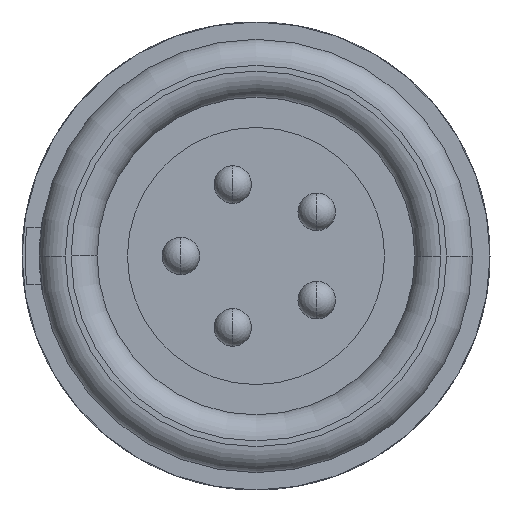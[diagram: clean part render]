
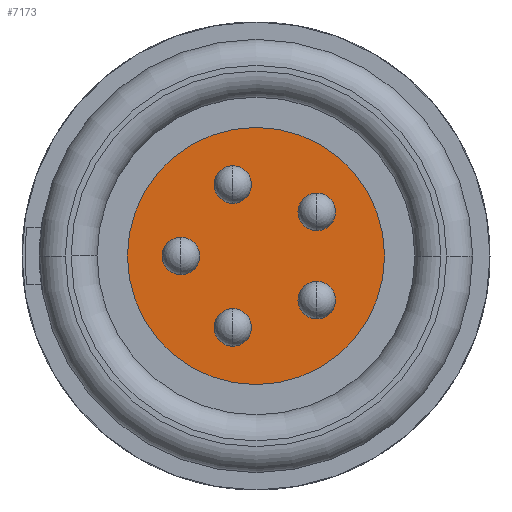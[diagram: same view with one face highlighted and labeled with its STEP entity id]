
A CAD part, left-side view. The second image highlights one B-rep face of the part: STEP entity #7173.
In plain terms, the highlighted planar face has unit normal (-1, 0, 0).
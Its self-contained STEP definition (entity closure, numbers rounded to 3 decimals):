
#2327=CARTESIAN_POINT('',(-2.5,0.,0.));
#2328=DIRECTION('',(-1.,0.,0.));
#2329=DIRECTION('',(0.,1.,0.));
#2330=AXIS2_PLACEMENT_3D('',#2327,#2328,#2329);
#2345=CARTESIAN_POINT('',(-2.5,0.,0.));
#2346=DIRECTION('',(-1.,0.,0.));
#2347=DIRECTION('',(0.,-1.,0.));
#2348=AXIS2_PLACEMENT_3D('',#2345,#2346,#2347);
#3409=CARTESIAN_POINT('',(-2.5,2.6,0.));
#3410=DIRECTION('',(-1.,0.,0.));
#3411=DIRECTION('',(0.,0.,1.));
#3412=AXIS2_PLACEMENT_3D('',#3409,#3410,#3411);
#3414=CARTESIAN_POINT('',(-2.5,2.6,0.));
#3415=DIRECTION('',(-1.,0.,0.));
#3416=DIRECTION('',(0.,0.,-1.));
#3417=AXIS2_PLACEMENT_3D('',#3414,#3415,#3416);
#3419=CARTESIAN_POINT('',(-2.5,0.803,2.473));
#3420=DIRECTION('',(-1.,0.,0.));
#3421=DIRECTION('',(0.,0.,1.));
#3422=AXIS2_PLACEMENT_3D('',#3419,#3420,#3421);
#3424=CARTESIAN_POINT('',(-2.5,0.803,2.473));
#3425=DIRECTION('',(-1.,0.,0.));
#3426=DIRECTION('',(0.,0.,-1.));
#3427=AXIS2_PLACEMENT_3D('',#3424,#3425,#3426);
#3429=CARTESIAN_POINT('',(-2.5,-2.103,-1.528));
#3430=DIRECTION('',(-1.,0.,0.));
#3431=DIRECTION('',(0.,0.,1.));
#3432=AXIS2_PLACEMENT_3D('',#3429,#3430,#3431);
#3434=CARTESIAN_POINT('',(-2.5,-2.103,-1.528));
#3435=DIRECTION('',(-1.,0.,0.));
#3436=DIRECTION('',(0.,0.,-1.));
#3437=AXIS2_PLACEMENT_3D('',#3434,#3435,#3436);
#3439=CARTESIAN_POINT('',(-2.5,0.803,-2.473));
#3440=DIRECTION('',(-1.,0.,0.));
#3441=DIRECTION('',(0.,0.,1.));
#3442=AXIS2_PLACEMENT_3D('',#3439,#3440,#3441);
#3444=CARTESIAN_POINT('',(-2.5,0.803,-2.473));
#3445=DIRECTION('',(-1.,0.,0.));
#3446=DIRECTION('',(0.,0.,-1.));
#3447=AXIS2_PLACEMENT_3D('',#3444,#3445,#3446);
#3449=CARTESIAN_POINT('',(-2.5,-2.103,1.528));
#3450=DIRECTION('',(-1.,0.,0.));
#3451=DIRECTION('',(0.,0.,1.));
#3452=AXIS2_PLACEMENT_3D('',#3449,#3450,#3451);
#3454=CARTESIAN_POINT('',(-2.5,-2.103,1.528));
#3455=DIRECTION('',(-1.,0.,0.));
#3456=DIRECTION('',(0.,0.,-1.));
#3457=AXIS2_PLACEMENT_3D('',#3454,#3455,#3456);
#4613=CARTESIAN_POINT('',(-2.5,2.6,0.65));
#4614=CARTESIAN_POINT('',(-2.5,2.6,-0.65));
#4615=VERTEX_POINT('',#4613);
#4616=VERTEX_POINT('',#4614);
#4617=CARTESIAN_POINT('',(-2.5,0.803,3.123));
#4618=CARTESIAN_POINT('',(-2.5,0.803,1.823));
#4619=VERTEX_POINT('',#4617);
#4620=VERTEX_POINT('',#4618);
#4621=CARTESIAN_POINT('',(-2.5,-2.103,-0.878));
#4622=CARTESIAN_POINT('',(-2.5,-2.103,-2.178));
#4623=VERTEX_POINT('',#4621);
#4624=VERTEX_POINT('',#4622);
#4625=CARTESIAN_POINT('',(-2.5,0.803,-1.823));
#4626=CARTESIAN_POINT('',(-2.5,0.803,-3.123));
#4627=VERTEX_POINT('',#4625);
#4628=VERTEX_POINT('',#4626);
#4629=CARTESIAN_POINT('',(-2.5,-2.103,2.178));
#4630=CARTESIAN_POINT('',(-2.5,-2.103,0.878));
#4631=VERTEX_POINT('',#4629);
#4632=VERTEX_POINT('',#4630);
#4798=CARTESIAN_POINT('',(-2.5,-4.45,0.));
#4799=CARTESIAN_POINT('',(-2.5,4.45,0.));
#4800=VERTEX_POINT('',#4798);
#4801=VERTEX_POINT('',#4799);
#7134=CARTESIAN_POINT('',(-2.5,0.,0.));
#7135=DIRECTION('',(1.,0.,0.));
#7136=DIRECTION('',(0.,0.,-1.));
#7137=AXIS2_PLACEMENT_3D('',#7134,#7135,#7136);
#7138=PLANE('',#7137);
#7139=ORIENTED_EDGE('',*,*,#5791,.F.);
#7140=ORIENTED_EDGE('',*,*,#5762,.F.);
#7141=EDGE_LOOP('',(#7139,#7140));
#7142=FACE_OUTER_BOUND('',#7141,.F.);
#7144=ORIENTED_EDGE('',*,*,#7143,.T.);
#7146=ORIENTED_EDGE('',*,*,#7145,.T.);
#7147=EDGE_LOOP('',(#7144,#7146));
#7148=FACE_BOUND('',#7147,.F.);
#7150=ORIENTED_EDGE('',*,*,#7149,.T.);
#7152=ORIENTED_EDGE('',*,*,#7151,.T.);
#7153=EDGE_LOOP('',(#7150,#7152));
#7154=FACE_BOUND('',#7153,.F.);
#7156=ORIENTED_EDGE('',*,*,#7155,.T.);
#7158=ORIENTED_EDGE('',*,*,#7157,.T.);
#7159=EDGE_LOOP('',(#7156,#7158));
#7160=FACE_BOUND('',#7159,.F.);
#7162=ORIENTED_EDGE('',*,*,#7161,.T.);
#7164=ORIENTED_EDGE('',*,*,#7163,.T.);
#7165=EDGE_LOOP('',(#7162,#7164));
#7166=FACE_BOUND('',#7165,.F.);
#7168=ORIENTED_EDGE('',*,*,#7167,.T.);
#7170=ORIENTED_EDGE('',*,*,#7169,.T.);
#7171=EDGE_LOOP('',(#7168,#7170));
#7172=FACE_BOUND('',#7171,.F.);
#7173=ADVANCED_FACE('',(#7142,#7148,#7154,#7160,#7166,#7172),#7138,.F.);
#2331=CIRCLE('',#2330,4.45);
#2349=CIRCLE('',#2348,4.45);
#3413=CIRCLE('',#3412,0.65);
#3418=CIRCLE('',#3417,0.65);
#3423=CIRCLE('',#3422,0.65);
#3428=CIRCLE('',#3427,0.65);
#3433=CIRCLE('',#3432,0.65);
#3438=CIRCLE('',#3437,0.65);
#3443=CIRCLE('',#3442,0.65);
#3448=CIRCLE('',#3447,0.65);
#3453=CIRCLE('',#3452,0.65);
#3458=CIRCLE('',#3457,0.65);
#5762=EDGE_CURVE('',#4801,#4800,#2331,.T.);
#5791=EDGE_CURVE('',#4800,#4801,#2349,.T.);
#7143=EDGE_CURVE('',#4615,#4616,#3413,.T.);
#7145=EDGE_CURVE('',#4616,#4615,#3418,.T.);
#7149=EDGE_CURVE('',#4619,#4620,#3423,.T.);
#7151=EDGE_CURVE('',#4620,#4619,#3428,.T.);
#7155=EDGE_CURVE('',#4623,#4624,#3433,.T.);
#7157=EDGE_CURVE('',#4624,#4623,#3438,.T.);
#7161=EDGE_CURVE('',#4627,#4628,#3443,.T.);
#7163=EDGE_CURVE('',#4628,#4627,#3448,.T.);
#7167=EDGE_CURVE('',#4631,#4632,#3453,.T.);
#7169=EDGE_CURVE('',#4632,#4631,#3458,.T.);
